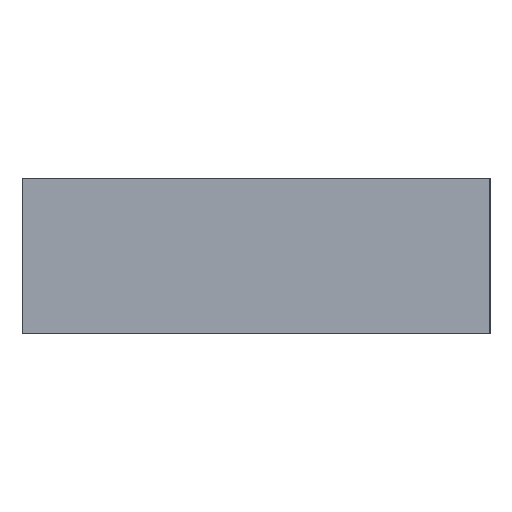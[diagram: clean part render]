
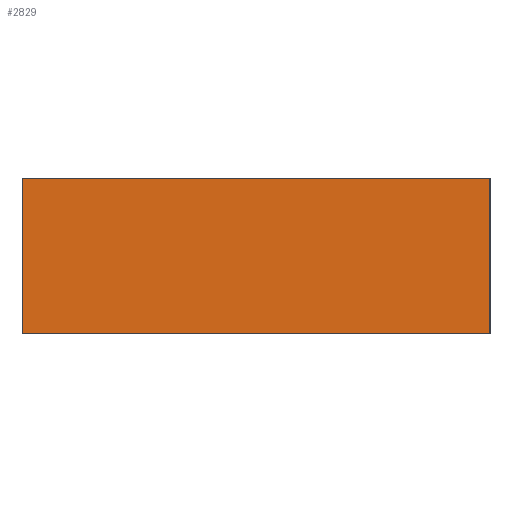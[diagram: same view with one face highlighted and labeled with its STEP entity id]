
A CAD part, left-side view. The second image highlights one B-rep face of the part: STEP entity #2829.
In plain terms, the highlighted planar face has unit normal (-1, 0, 0).
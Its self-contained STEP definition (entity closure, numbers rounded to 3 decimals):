
#47 = EDGE_CURVE ( 'NONE', #762, #2502, #2547, .T. ) ;
#204 = FACE_OUTER_BOUND ( 'NONE', #982, .T. ) ;
#233 = AXIS2_PLACEMENT_3D ( 'NONE', #2635, #2627, #2643 ) ;
#285 = DIRECTION ( 'NONE',  ( 0., 0., -1. ) ) ;
#327 = LINE ( 'NONE', #1991, #2758 ) ;
#408 = CARTESIAN_POINT ( 'NONE',  ( 0., 0., 0. ) ) ;
#425 = DIRECTION ( 'NONE',  ( 0., -1., 0. ) ) ;
#525 = CARTESIAN_POINT ( 'NONE',  ( 0., 0., 2. ) ) ;
#655 = VECTOR ( 'NONE', #285, 1000. ) ;
#762 = VERTEX_POINT ( 'NONE', #525 ) ;
#904 = CARTESIAN_POINT ( 'NONE',  ( 0., 0., 2. ) ) ;
#982 = EDGE_LOOP ( 'NONE', ( #2438, #1277, #2550, #2297 ) ) ;
#1078 = DIRECTION ( 'NONE',  ( 0., -1., 0. ) ) ;
#1233 = EDGE_CURVE ( 'NONE', #1450, #1491, #327, .T. ) ;
#1245 = EDGE_CURVE ( 'NONE', #1450, #762, #2143, .T. ) ;
#1277 = ORIENTED_EDGE ( 'NONE', *, *, #47, .F. ) ;
#1391 = LINE ( 'NONE', #408, #2629 ) ;
#1450 = VERTEX_POINT ( 'NONE', #1792 ) ;
#1491 = VERTEX_POINT ( 'NONE', #2139 ) ;
#1510 = VECTOR ( 'NONE', #1078, 1000. ) ;
#1562 = DIRECTION ( 'NONE',  ( 0., 0., -1. ) ) ;
#1595 = CARTESIAN_POINT ( 'NONE',  ( 0., 0., 2. ) ) ;
#1792 = CARTESIAN_POINT ( 'NONE',  ( 0., 6., 2. ) ) ;
#1991 = CARTESIAN_POINT ( 'NONE',  ( 0., 6., 2. ) ) ;
#2139 = CARTESIAN_POINT ( 'NONE',  ( 0., 6., 0. ) ) ;
#2143 = LINE ( 'NONE', #1595, #1510 ) ;
#2297 = ORIENTED_EDGE ( 'NONE', *, *, #1233, .T. ) ;
#2331 = EDGE_CURVE ( 'NONE', #1491, #2502, #1391, .T. ) ;
#2438 = ORIENTED_EDGE ( 'NONE', *, *, #2331, .T. ) ;
#2502 = VERTEX_POINT ( 'NONE', #2779 ) ;
#2547 = LINE ( 'NONE', #904, #655 ) ;
#2550 = ORIENTED_EDGE ( 'NONE', *, *, #1245, .F. ) ;
#2568 = PLANE ( 'NONE',  #233 ) ;
#2627 = DIRECTION ( 'NONE',  ( 1., 0., 0. ) ) ;
#2629 = VECTOR ( 'NONE', #425, 1000. ) ;
#2635 = CARTESIAN_POINT ( 'NONE',  ( 0., 0., 2. ) ) ;
#2643 = DIRECTION ( 'NONE',  ( 0., 0., -1. ) ) ;
#2758 = VECTOR ( 'NONE', #1562, 1000. ) ;
#2779 = CARTESIAN_POINT ( 'NONE',  ( 0., 0., 0. ) ) ;
#2829 = ADVANCED_FACE ( 'NONE', ( #204 ), #2568, .F. ) ;
